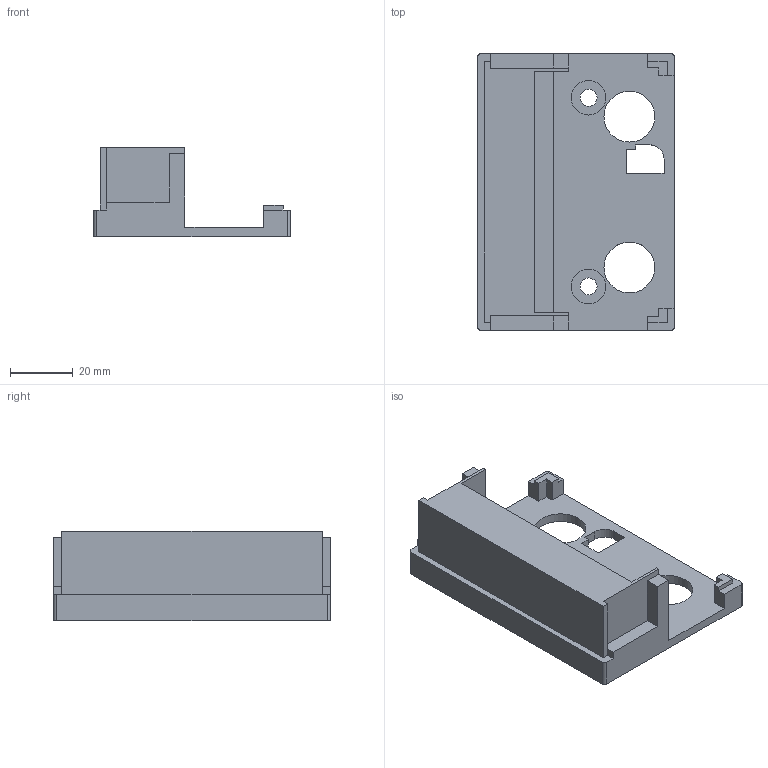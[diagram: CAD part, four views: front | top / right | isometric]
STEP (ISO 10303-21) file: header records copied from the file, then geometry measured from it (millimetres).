
FILE_DESCRIPTION(/* description */ (''),/* implementation_level */ '2;1');
FILE_NAME(/* name */ 'RAS_015334_00-AGK11.stp',/* time_stamp */ '2011-04-13T11:54:09+02:00',/* author */ (''),/* organization */ (''),/* preprocessor_version */ 'ST-DEVELOPER v11',/* originating_system */ 'SIEMENS UGS NX 6.0',/* authorisation */ '');
FILE_SCHEMA (('AUTOMOTIVE_DESIGN { 1 0 10303 214 1 1 1 1 }'));
Length unit declared in the file: millimetre
Products named in the file (1): RAS-015334_00
Bounding box: 62.5 x 88 x 28.5 mm (x, y, z)
Volume: 112935.3 mm3; surface area: 36308.5 mm2
Topology: 2 solids, 2 shells, 130 faces, 362 edges, 241 vertices
Faces by surface type: plane 108, cylinder 22
Full cylindrical faces by diameter (mm): 5.4 x4, 11 x4, 16.2 x4
Entity records: 4135 total; most frequent: CARTESIAN_POINT 722, ORIENTED_EDGE 700, DIRECTION 656, EDGE_CURVE 350, LINE 306, VECTOR 306, VERTEX_POINT 240, AXIS2_PLACEMENT_3D 175
